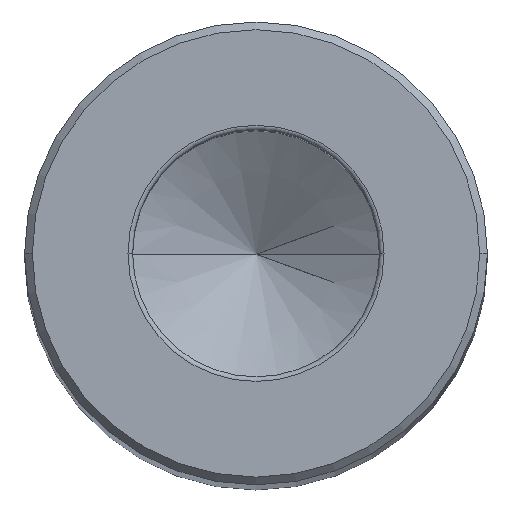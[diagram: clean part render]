
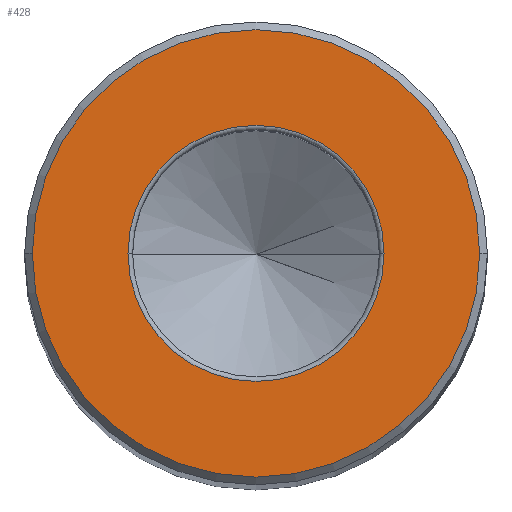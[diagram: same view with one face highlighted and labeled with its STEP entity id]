
A CAD part, top view. The second image highlights one B-rep face of the part: STEP entity #428.
In plain terms, the highlighted planar face has unit normal (0, 0, 1).
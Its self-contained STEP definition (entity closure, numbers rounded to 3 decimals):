
#2 = DIRECTION ( 'NONE',  ( 1., 0., 0. ) ) ;
#19 = AXIS2_PLACEMENT_3D ( 'NONE', #282, #147, #104 ) ;
#50 = VERTEX_POINT ( 'NONE', #438 ) ;
#51 = DIRECTION ( 'NONE',  ( 1., 0., 0. ) ) ;
#64 = ORIENTED_EDGE ( 'NONE', *, *, #505, .T. ) ;
#69 = CIRCLE ( 'NONE', #536, 14.5 ) ;
#95 = CIRCLE ( 'NONE', #205, 8.3 ) ;
#96 = DIRECTION ( 'NONE',  ( 0., 0., -1. ) ) ;
#104 = DIRECTION ( 'NONE',  ( 1., 0., 0. ) ) ;
#134 = ORIENTED_EDGE ( 'NONE', *, *, #298, .T. ) ;
#147 = DIRECTION ( 'NONE',  ( 0., 0., 1. ) ) ;
#152 = EDGE_LOOP ( 'NONE', ( #134, #163 ) ) ;
#163 = ORIENTED_EDGE ( 'NONE', *, *, #538, .T. ) ;
#205 = AXIS2_PLACEMENT_3D ( 'NONE', #552, #453, #262 ) ;
#213 = AXIS2_PLACEMENT_3D ( 'NONE', #242, #398, #51 ) ;
#226 = DIRECTION ( 'NONE',  ( 0., 0., 1. ) ) ;
#233 = CARTESIAN_POINT ( 'NONE',  ( 0., 0., 0. ) ) ;
#242 = CARTESIAN_POINT ( 'NONE',  ( 0., 0., 0. ) ) ;
#262 = DIRECTION ( 'NONE',  ( 1., 0., 0. ) ) ;
#276 = DIRECTION ( 'NONE',  ( 1., 0., 0. ) ) ;
#282 = CARTESIAN_POINT ( 'NONE',  ( 0., 0., 0. ) ) ;
#293 = EDGE_LOOP ( 'NONE', ( #530, #64 ) ) ;
#298 = EDGE_CURVE ( 'NONE', #454, #50, #69, .T. ) ;
#315 = VERTEX_POINT ( 'NONE', #467 ) ;
#347 = CIRCLE ( 'NONE', #213, 14.5 ) ;
#383 = CIRCLE ( 'NONE', #413, 8.3 ) ;
#398 = DIRECTION ( 'NONE',  ( 0., 0., 1. ) ) ;
#410 = CARTESIAN_POINT ( 'NONE',  ( 8.3, 0., 0. ) ) ;
#413 = AXIS2_PLACEMENT_3D ( 'NONE', #595, #96, #2 ) ;
#428 = ADVANCED_FACE ( 'NONE', ( #442, #546 ), #582, .T. ) ;
#438 = CARTESIAN_POINT ( 'NONE',  ( 14.5, 0., 0. ) ) ;
#442 = FACE_BOUND ( 'NONE', #293, .T. ) ;
#453 = DIRECTION ( 'NONE',  ( 0., 0., -1. ) ) ;
#454 = VERTEX_POINT ( 'NONE', #589 ) ;
#467 = CARTESIAN_POINT ( 'NONE',  ( -8.3, 0., 0. ) ) ;
#505 = EDGE_CURVE ( 'NONE', #315, #559, #383, .T. ) ;
#530 = ORIENTED_EDGE ( 'NONE', *, *, #639, .T. ) ;
#536 = AXIS2_PLACEMENT_3D ( 'NONE', #233, #226, #276 ) ;
#538 = EDGE_CURVE ( 'NONE', #50, #454, #347, .T. ) ;
#546 = FACE_OUTER_BOUND ( 'NONE', #152, .T. ) ;
#552 = CARTESIAN_POINT ( 'NONE',  ( 0., 0., 0. ) ) ;
#559 = VERTEX_POINT ( 'NONE', #410 ) ;
#582 = PLANE ( 'NONE',  #19 ) ;
#589 = CARTESIAN_POINT ( 'NONE',  ( -14.5, 0., 0. ) ) ;
#595 = CARTESIAN_POINT ( 'NONE',  ( 0., 0., 0. ) ) ;
#639 = EDGE_CURVE ( 'NONE', #559, #315, #95, .T. ) ;
